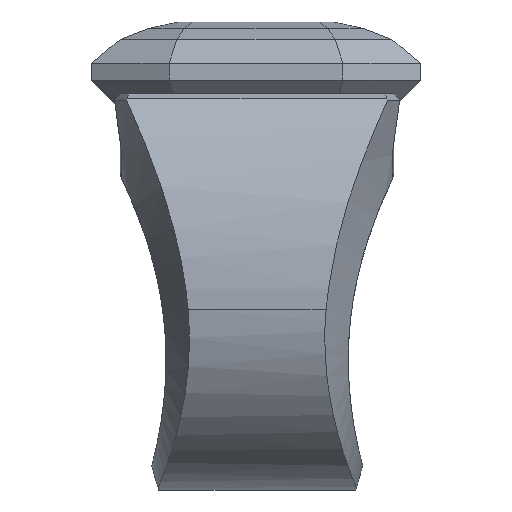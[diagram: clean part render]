
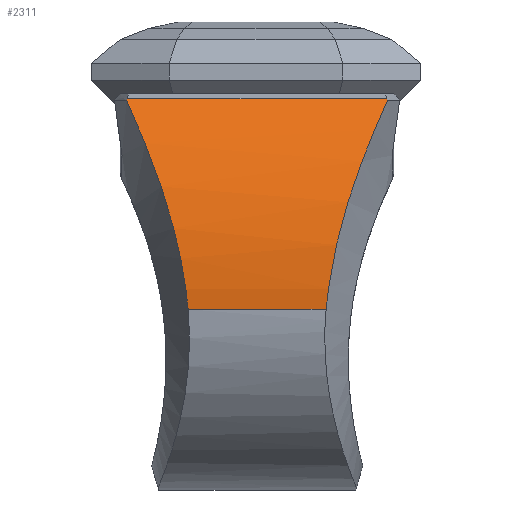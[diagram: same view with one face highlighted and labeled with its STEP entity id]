
A CAD part, top view. The second image highlights one B-rep face of the part: STEP entity #2311.
In plain terms, the highlighted free-form (B-spline) face has degree [1, 2] with [2, 3] control points.
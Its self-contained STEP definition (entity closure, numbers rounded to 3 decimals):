
#1553 = VERTEX_POINT('',#1554);
#1554 = CARTESIAN_POINT('',(28.349,18.014,
    31.44));
#1561 = EDGE_CURVE('',#1562,#1553,#1564,.T.);
#1562 = VERTEX_POINT('',#1563);
#1563 = CARTESIAN_POINT('',(24.524,5.799,
    35.828));
#1564 = B_SPLINE_CURVE_WITH_KNOTS('',3,(#1565,#1566,#1567,#1568,#1569,
    #1570,#1571,#1572),.UNSPECIFIED.,.F.,.F.,(4,2,2,4),(5.591,
    5.945,6.3,6.832),.UNSPECIFIED.);
#1565 = CARTESIAN_POINT('',(24.524,5.799,
    35.828));
#1566 = CARTESIAN_POINT('',(24.695,7.047,
    35.828));
#1567 = CARTESIAN_POINT('',(24.946,8.316,
    35.704));
#1568 = CARTESIAN_POINT('',(25.583,10.811,
    35.205));
#1569 = CARTESIAN_POINT('',(25.968,12.037,
    34.83));
#1570 = CARTESIAN_POINT('',(27.014,14.963,
    33.606));
#1571 = CARTESIAN_POINT('',(27.714,16.595,
    32.611));
#1572 = CARTESIAN_POINT('',(28.349,18.014,
    31.44));
#1574 = EDGE_CURVE('',#1575,#1562,#1577,.T.);
#1575 = VERTEX_POINT('',#1576);
#1576 = CARTESIAN_POINT('',(24.368,4.453,
    35.78));
#1577 = B_SPLINE_CURVE_WITH_KNOTS('',3,(#1578,#1579,#1580,#1581),
  .UNSPECIFIED.,.F.,.F.,(4,4),(5.465,5.591),
  .PIECEWISE_BEZIER_KNOTS.);
#1578 = CARTESIAN_POINT('',(24.368,4.453,
    35.78));
#1579 = CARTESIAN_POINT('',(24.411,4.906,
    35.812));
#1580 = CARTESIAN_POINT('',(24.463,5.356,
    35.828));
#1581 = CARTESIAN_POINT('',(24.524,5.799,
    35.828));
#1834 = VERTEX_POINT('',#1835);
#1835 = CARTESIAN_POINT('',(28.287,18.113,
    31.358));
#1844 = VERTEX_POINT('',#1845);
#1845 = CARTESIAN_POINT('',(11.493,18.113,
    31.358));
#1852 = EDGE_CURVE('',#1844,#1834,#1853,.T.);
#1853 = B_SPLINE_CURVE_WITH_KNOTS('',1,(#1854,#1855),.UNSPECIFIED.,.F.,
  .F.,(2,2),(-0.787,0.787),.PIECEWISE_BEZIER_KNOTS.);
#1854 = CARTESIAN_POINT('',(11.493,18.113,
    31.358));
#1855 = CARTESIAN_POINT('',(28.287,18.113,
    31.358));
#1866 = EDGE_CURVE('',#1834,#1553,#1867,.T.);
#1867 = B_SPLINE_CURVE_WITH_KNOTS('',3,(#1868,#1869,#1870,#1871),
  .UNSPECIFIED.,.F.,.F.,(4,4),(0.044,0.058),
  .PIECEWISE_BEZIER_KNOTS.);
#1868 = CARTESIAN_POINT('',(28.287,18.113,
    31.358));
#1869 = CARTESIAN_POINT('',(28.308,18.08,
    31.385));
#1870 = CARTESIAN_POINT('',(28.328,18.047,
    31.413));
#1871 = CARTESIAN_POINT('',(28.349,18.014,
    31.44));
#2170 = VERTEX_POINT('',#2171);
#2171 = CARTESIAN_POINT('',(11.431,18.014,
    31.44));
#2178 = EDGE_CURVE('',#2170,#1844,#2179,.T.);
#2179 = B_SPLINE_CURVE_WITH_KNOTS('',3,(#2180,#2181,#2182,#2183),
  .UNSPECIFIED.,.F.,.F.,(4,4),(0.,0.013),
  .PIECEWISE_BEZIER_KNOTS.);
#2180 = CARTESIAN_POINT('',(11.431,18.014,
    31.44));
#2181 = CARTESIAN_POINT('',(11.451,18.047,
    31.413));
#2182 = CARTESIAN_POINT('',(11.472,18.08,
    31.385));
#2183 = CARTESIAN_POINT('',(11.493,18.113,
    31.358));
#2311 = ADVANCED_FACE('',(#2312),#2346,.T.);
#2312 = FACE_BOUND('',#2313,.T.);
#2313 = EDGE_LOOP('',(#2314,#2315,#2316,#2329,#2338,#2343,#2344,#2345));
#2314 = ORIENTED_EDGE('',*,*,#1852,.F.);
#2315 = ORIENTED_EDGE('',*,*,#2178,.F.);
#2316 = ORIENTED_EDGE('',*,*,#2317,.T.);
#2317 = EDGE_CURVE('',#2170,#2318,#2320,.T.);
#2318 = VERTEX_POINT('',#2319);
#2319 = CARTESIAN_POINT('',(15.267,5.799,
    35.828));
#2320 = B_SPLINE_CURVE_WITH_KNOTS('',3,(#2321,#2322,#2323,#2324,#2325,
    #2326,#2327,#2328),.UNSPECIFIED.,.F.,.F.,(4,2,2,4),(4.839,
    5.371,5.725,6.08),.UNSPECIFIED.);
#2321 = CARTESIAN_POINT('',(11.431,18.014,
    31.44));
#2322 = CARTESIAN_POINT('',(12.067,16.595,
    32.611));
#2323 = CARTESIAN_POINT('',(12.768,14.964,
    33.606));
#2324 = CARTESIAN_POINT('',(13.816,12.039,
    34.83));
#2325 = CARTESIAN_POINT('',(14.203,10.812,
    35.205));
#2326 = CARTESIAN_POINT('',(14.842,8.317,
    35.704));
#2327 = CARTESIAN_POINT('',(15.095,7.047,
    35.828));
#2328 = CARTESIAN_POINT('',(15.267,5.799,
    35.828));
#2329 = ORIENTED_EDGE('',*,*,#2330,.T.);
#2330 = EDGE_CURVE('',#2318,#2331,#2333,.T.);
#2331 = VERTEX_POINT('',#2332);
#2332 = CARTESIAN_POINT('',(15.423,4.453,
    35.78));
#2333 = B_SPLINE_CURVE_WITH_KNOTS('',3,(#2334,#2335,#2336,#2337),
  .UNSPECIFIED.,.F.,.F.,(4,4),(6.08,6.205),
  .PIECEWISE_BEZIER_KNOTS.);
#2334 = CARTESIAN_POINT('',(15.267,5.799,
    35.828));
#2335 = CARTESIAN_POINT('',(15.328,5.356,
    35.828));
#2336 = CARTESIAN_POINT('',(15.38,4.906,
    35.812));
#2337 = CARTESIAN_POINT('',(15.423,4.453,
    35.78));
#2338 = ORIENTED_EDGE('',*,*,#2339,.T.);
#2339 = EDGE_CURVE('',#2331,#1575,#2340,.T.);
#2340 = B_SPLINE_CURVE_WITH_KNOTS('',1,(#2341,#2342),.UNSPECIFIED.,.F.,
  .F.,(2,2),(-0.419,0.42),.PIECEWISE_BEZIER_KNOTS.);
#2341 = CARTESIAN_POINT('',(15.423,4.453,
    35.78));
#2342 = CARTESIAN_POINT('',(24.368,4.453,
    35.78));
#2343 = ORIENTED_EDGE('',*,*,#1574,.T.);
#2344 = ORIENTED_EDGE('',*,*,#1561,.T.);
#2345 = ORIENTED_EDGE('',*,*,#1866,.F.);
#2346 = ( BOUNDED_SURFACE() B_SPLINE_SURFACE(1,2,(
    (#2347,#2348,#2349)
    ,(#2350,#2351,#2352
)),.UNSPECIFIED.,.F.,.F.,.F.) B_SPLINE_SURFACE_WITH_KNOTS((2,2),(3,3),(
    -0.441,0.441),(0.022,0.789),
.PIECEWISE_BEZIER_KNOTS.) GEOMETRIC_REPRESENTATION_ITEM() 
RATIONAL_B_SPLINE_SURFACE((
    (1.,0.927,1.)
,(1.,0.927,1.))) REPRESENTATION_ITEM('') SURFACE() );
#2347 = CARTESIAN_POINT('',(28.349,18.113,
    31.358));
#2348 = CARTESIAN_POINT('',(28.349,12.175,
    36.323));
#2349 = CARTESIAN_POINT('',(28.349,4.453,
    35.78));
#2350 = CARTESIAN_POINT('',(11.431,18.113,
    31.358));
#2351 = CARTESIAN_POINT('',(11.431,12.175,
    36.323));
#2352 = CARTESIAN_POINT('',(11.431,4.453,
    35.78));
